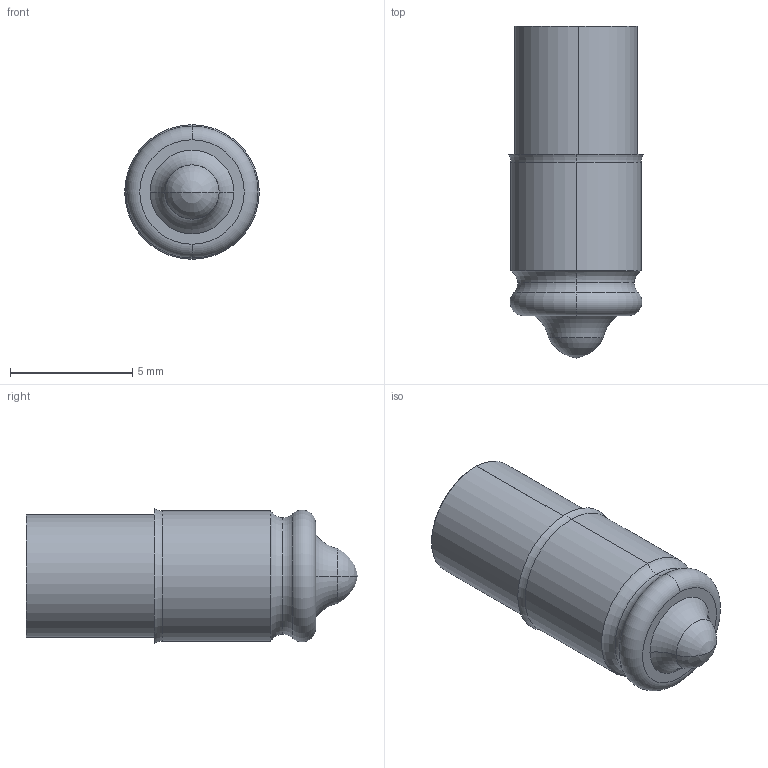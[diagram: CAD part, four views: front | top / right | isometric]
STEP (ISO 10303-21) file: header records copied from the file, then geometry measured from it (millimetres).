
FILE_DESCRIPTION (( 'STEP AP203' ), '1' );
FILE_NAME ('MG200_Series.STEP', '2019-02-15T23:57:36', ( '' ), ( '' ), 'SwSTEP 2.0', 'SolidWorks 2018', '' );
FILE_SCHEMA (( 'CONFIG_CONTROL_DESIGN' ));
Length unit declared in the file: inch
Products named in the file (3): MG200_Series; DF200E-NFR_CUT FOR ASSY; MG200-R-
Assembly tree (2 placements, depth 2):
  MG200_Series
    MG200-R-
    DF200E-NFR_CUT FOR ASSY
Bounding box: 5.5 x 13.56 x 5.5 mm (x, y, z)
Volume: 29.5 mm3; surface area: 608.9 mm2
Topology: 9 solids, 9 shells, 93 faces, 200 edges, 127 vertices
Faces by surface type: plane 55, torus 18, cylinder 14, cone 6
Entity records: 2821 total; most frequent: DIRECTION 466, CARTESIAN_POINT 443, ORIENTED_EDGE 396, EDGE_CURVE 198, AXIS2_PLACEMENT_3D 174, VERTEX_POINT 127, VECTOR 118, LINE 118
